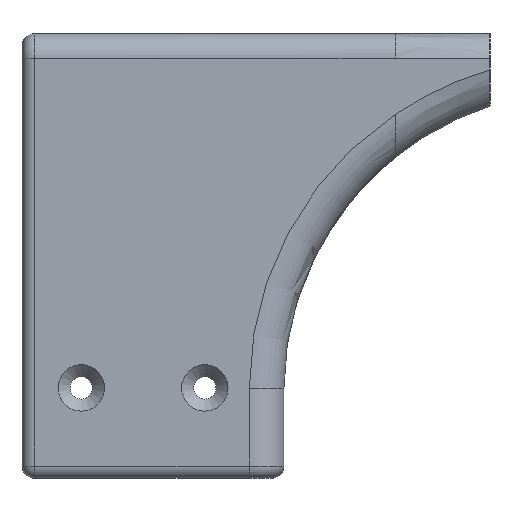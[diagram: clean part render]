
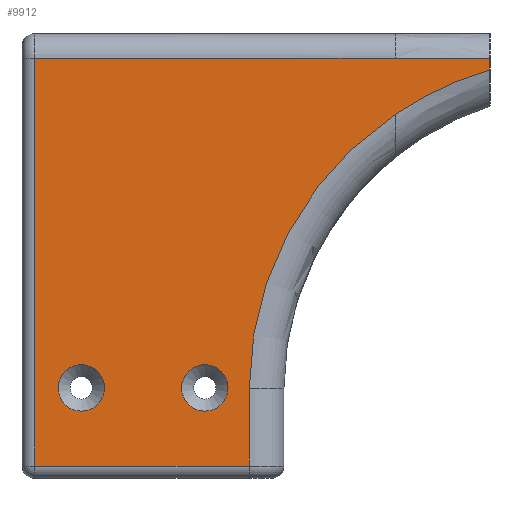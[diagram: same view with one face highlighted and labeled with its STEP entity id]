
A CAD part, left-side view. The second image highlights one B-rep face of the part: STEP entity #9912.
In plain terms, the highlighted planar face has unit normal (-1, 0, 0).
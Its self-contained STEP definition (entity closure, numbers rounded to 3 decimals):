
#206 = EDGE_CURVE ( 'NONE', #19478, #19530, #4032, .T. ) ;
#509 = VECTOR ( 'NONE', #20877, 1000. ) ;
#1000 = CARTESIAN_POINT ( 'NONE',  ( -65., 22.5, 70. ) ) ;
#1174 = DIRECTION ( 'NONE',  ( 0., -1., 0. ) ) ;
#1176 = EDGE_CURVE ( 'NONE', #19530, #1347, #15355, .T. ) ;
#1238 = LINE ( 'NONE', #14064, #17895 ) ;
#1313 = B_SPLINE_CURVE_WITH_KNOTS ( 'NONE', 3,
 ( #4018, #5643, #16923, #7249 ),
 .UNSPECIFIED., .F., .F.,
 ( 4, 4 ),
 ( 0., 1. ),
 .UNSPECIFIED. ) ;
#1347 = VERTEX_POINT ( 'NONE', #6085 ) ;
#2805 = CARTESIAN_POINT ( 'NONE',  ( -65., 25., 152.5 ) ) ;
#2994 = VERTEX_POINT ( 'NONE', #3412 ) ;
#3412 = CARTESIAN_POINT ( 'NONE',  ( -65., -50.5, 152.5 ) ) ;
#3594 = CARTESIAN_POINT ( 'NONE',  ( -65., 13., 85.8 ) ) ;
#4018 = CARTESIAN_POINT ( 'NONE',  ( -65., -69.7, 150.115 ) ) ;
#4032 = LINE ( 'NONE', #13174, #11064 ) ;
#4347 = DIRECTION ( 'NONE',  ( 0., 0., 1. ) ) ;
#4377 = B_SPLINE_CURVE_WITH_KNOTS ( 'NONE', 3,
 ( #17223, #7687, #20729, #11062 ),
 .UNSPECIFIED., .F., .F.,
 ( 4, 4 ),
 ( 0., 1. ),
 .UNSPECIFIED. ) ;
#4511 = VERTEX_POINT ( 'NONE', #8440 ) ;
#4595 = VERTEX_POINT ( 'NONE', #1000 ) ;
#4621 = DIRECTION ( 'NONE',  ( 0., 0., -1. ) ) ;
#5222 = DIRECTION ( 'NONE',  ( 0., 0., 1. ) ) ;
#5301 = AXIS2_PLACEMENT_3D ( 'NONE', #19364, #17760, #12949 ) ;
#5480 = CARTESIAN_POINT ( 'NONE',  ( -65., -12., 85.8 ) ) ;
#5599 = ORIENTED_EDGE ( 'NONE', *, *, #18185, .T. ) ;
#5643 = CARTESIAN_POINT ( 'NONE',  ( -65., -62.867, 148.175 ) ) ;
#5698 = ORIENTED_EDGE ( 'NONE', *, *, #206, .T. ) ;
#5941 = ORIENTED_EDGE ( 'NONE', *, *, #16787, .T. ) ;
#6085 = CARTESIAN_POINT ( 'NONE',  ( -65., -50.5, 141.185 ) ) ;
#6086 = CARTESIAN_POINT ( 'NONE',  ( -65., -21., 70. ) ) ;
#6413 = ORIENTED_EDGE ( 'NONE', *, *, #17978, .F. ) ;
#6817 = CARTESIAN_POINT ( 'NONE',  ( -65., -12., 90.5 ) ) ;
#7085 = DIRECTION ( 'NONE',  ( 0., 0., 1. ) ) ;
#7113 = LINE ( 'NONE', #2805, #11382 ) ;
#7249 = CARTESIAN_POINT ( 'NONE',  ( -65., -50.5, 141.185 ) ) ;
#7687 = CARTESIAN_POINT ( 'NONE',  ( -65., -56.9, 152.5 ) ) ;
#7702 = CARTESIAN_POINT ( 'NONE',  ( -65., -69.7, 150.115 ) ) ;
#7739 = ORIENTED_EDGE ( 'NONE', *, *, #14194, .F. ) ;
#7768 = ORIENTED_EDGE ( 'NONE', *, *, #17030, .F. ) ;
#8368 = VERTEX_POINT ( 'NONE', #16639 ) ;
#8390 = ORIENTED_EDGE ( 'NONE', *, *, #1176, .T. ) ;
#8440 = CARTESIAN_POINT ( 'NONE',  ( -65., 13., 90.5 ) ) ;
#8577 = EDGE_LOOP ( 'NONE', ( #6413 ) ) ;
#8875 = CIRCLE ( 'NONE', #16331, 4.7 ) ;
#9770 = FACE_BOUND ( 'NONE', #12583, .T. ) ;
#9815 = ORIENTED_EDGE ( 'NONE', *, *, #19481, .F. ) ;
#9912 = ADVANCED_FACE ( 'NONE', ( #9770, #14056, #14562 ), #10735, .T. ) ;
#9924 = VERTEX_POINT ( 'NONE', #15617 ) ;
#10398 = ORIENTED_EDGE ( 'NONE', *, *, #20443, .F. ) ;
#10735 = PLANE ( 'NONE',  #11238 ) ;
#11062 = CARTESIAN_POINT ( 'NONE',  ( -65., -69.7, 152.5 ) ) ;
#11064 = VECTOR ( 'NONE', #19979, 1000. ) ;
#11238 = AXIS2_PLACEMENT_3D ( 'NONE', #17173, #13981, #4347 ) ;
#11382 = VECTOR ( 'NONE', #18861, 1000. ) ;
#12583 = EDGE_LOOP ( 'NONE', ( #7768 ) ) ;
#12949 = DIRECTION ( 'NONE',  ( 0., 0., 1. ) ) ;
#13065 = VERTEX_POINT ( 'NONE', #6817 ) ;
#13174 = CARTESIAN_POINT ( 'NONE',  ( -65., -21., 85.663 ) ) ;
#13286 = ORIENTED_EDGE ( 'NONE', *, *, #19110, .T. ) ;
#13359 = LINE ( 'NONE', #19258, #509 ) ;
#13981 = DIRECTION ( 'NONE',  ( -1., 0., 0. ) ) ;
#14056 = FACE_BOUND ( 'NONE', #8577, .T. ) ;
#14064 = CARTESIAN_POINT ( 'NONE',  ( -65., 25., 70. ) ) ;
#14194 = EDGE_CURVE ( 'NONE', #14921, #1347, #1313, .T. ) ;
#14318 = CARTESIAN_POINT ( 'NONE',  ( -65., -21., 85.663 ) ) ;
#14562 = FACE_OUTER_BOUND ( 'NONE', #20611, .T. ) ;
#14740 = CARTESIAN_POINT ( 'NONE',  ( -65., -69.7, 150.115 ) ) ;
#14856 = DIRECTION ( 'NONE',  ( -1., 0., 0. ) ) ;
#14921 = VERTEX_POINT ( 'NONE', #14740 ) ;
#15355 = CIRCLE ( 'NONE', #5301, 67. ) ;
#15411 = CIRCLE ( 'NONE', #15535, 4.7 ) ;
#15535 = AXIS2_PLACEMENT_3D ( 'NONE', #3594, #14856, #5222 ) ;
#15617 = CARTESIAN_POINT ( 'NONE',  ( -65., 22.5, 152.5 ) ) ;
#16331 = AXIS2_PLACEMENT_3D ( 'NONE', #5480, #16763, #7085 ) ;
#16639 = CARTESIAN_POINT ( 'NONE',  ( -65., -69.7, 152.5 ) ) ;
#16763 = DIRECTION ( 'NONE',  ( -1., 0., 0. ) ) ;
#16787 = EDGE_CURVE ( 'NONE', #2994, #9924, #7113, .T. ) ;
#16923 = CARTESIAN_POINT ( 'NONE',  ( -65., -56.386, 145.16 ) ) ;
#17030 = EDGE_CURVE ( 'NONE', #13065, #13065, #8875, .T. ) ;
#17173 = CARTESIAN_POINT ( 'NONE',  ( -65., 25., 67.5 ) ) ;
#17223 = CARTESIAN_POINT ( 'NONE',  ( -65., -50.5, 152.5 ) ) ;
#17760 = DIRECTION ( 'NONE',  ( 1., 0., 0. ) ) ;
#17895 = VECTOR ( 'NONE', #1174, 1000. ) ;
#17978 = EDGE_CURVE ( 'NONE', #4511, #4511, #15411, .T. ) ;
#18185 = EDGE_CURVE ( 'NONE', #9924, #4595, #13359, .T. ) ;
#18861 = DIRECTION ( 'NONE',  ( 0., 1., 0. ) ) ;
#19110 = EDGE_CURVE ( 'NONE', #4595, #19478, #1238, .T. ) ;
#19123 = LINE ( 'NONE', #7702, #20156 ) ;
#19258 = CARTESIAN_POINT ( 'NONE',  ( -65., 22.5, 67.5 ) ) ;
#19364 = CARTESIAN_POINT ( 'NONE',  ( -65., -88., 85.663 ) ) ;
#19478 = VERTEX_POINT ( 'NONE', #6086 ) ;
#19481 = EDGE_CURVE ( 'NONE', #8368, #14921, #19123, .T. ) ;
#19530 = VERTEX_POINT ( 'NONE', #14318 ) ;
#19979 = DIRECTION ( 'NONE',  ( 0., 0., 1. ) ) ;
#20156 = VECTOR ( 'NONE', #4621, 1000. ) ;
#20443 = EDGE_CURVE ( 'NONE', #2994, #8368, #4377, .T. ) ;
#20611 = EDGE_LOOP ( 'NONE', ( #5941, #5599, #13286, #5698, #8390, #7739, #9815, #10398 ) ) ;
#20729 = CARTESIAN_POINT ( 'NONE',  ( -65., -63.3, 152.5 ) ) ;
#20877 = DIRECTION ( 'NONE',  ( 0., 0., -1. ) ) ;
